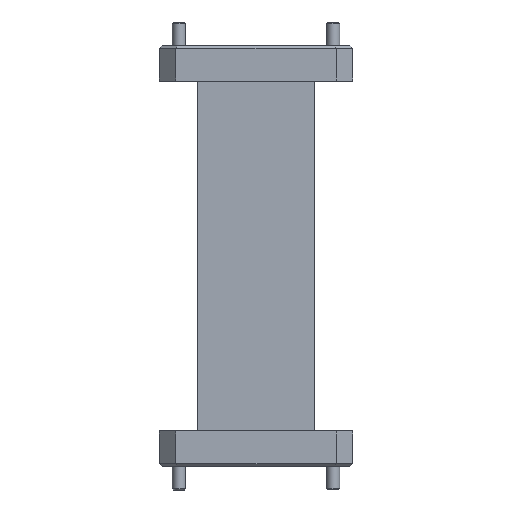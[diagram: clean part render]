
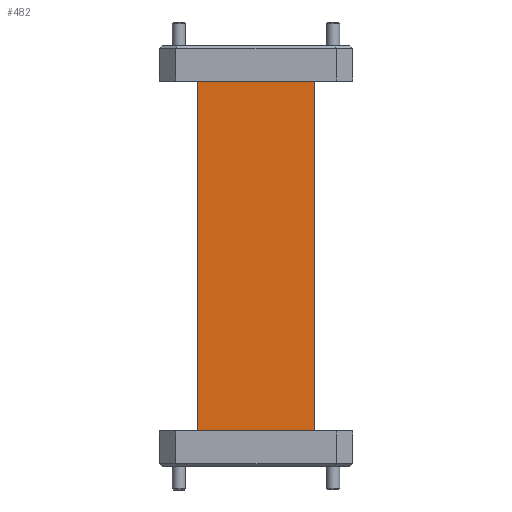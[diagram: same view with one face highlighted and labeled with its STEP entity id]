
A CAD part, front view. The second image highlights one B-rep face of the part: STEP entity #482.
In plain terms, the highlighted planar face has unit normal (0, -1, 0).
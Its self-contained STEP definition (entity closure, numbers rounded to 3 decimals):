
#482 = ADVANCED_FACE ( 'NONE', ( #10692 ), #4966, .T. ) ;
#1448 = DIRECTION ( 'NONE',  ( 1., 0., 0. ) ) ;
#1924 = EDGE_LOOP ( 'NONE', ( #4008, #5915, #3800, #13571 ) ) ;
#2132 = CARTESIAN_POINT ( 'NONE',  ( 10.645, -5.575, -69.8 ) ) ;
#2283 = DIRECTION ( 'NONE',  ( 0., 0., -1. ) ) ;
#2676 = EDGE_CURVE ( 'NONE', #6999, #16872, #16223, .T. ) ;
#2924 = VECTOR ( 'NONE', #8726, 1000. ) ;
#3800 = ORIENTED_EDGE ( 'NONE', *, *, #16957, .T. ) ;
#4008 = ORIENTED_EDGE ( 'NONE', *, *, #15133, .F. ) ;
#4699 = CARTESIAN_POINT ( 'NONE',  ( -10.645, -5.575, 87.433 ) ) ;
#4782 = CARTESIAN_POINT ( 'NONE',  ( -10.645, -5.575, -69.8 ) ) ;
#4966 = PLANE ( 'NONE',  #14477 ) ;
#5013 = CARTESIAN_POINT ( 'NONE',  ( -10.645, -5.575, -6.4 ) ) ;
#5315 = VERTEX_POINT ( 'NONE', #11034 ) ;
#5460 = CARTESIAN_POINT ( 'NONE',  ( -10.645, -5.575, -6.4 ) ) ;
#5667 = VECTOR ( 'NONE', #2283, 1000. ) ;
#5915 = ORIENTED_EDGE ( 'NONE', *, *, #2676, .F. ) ;
#6999 = VERTEX_POINT ( 'NONE', #5013 ) ;
#7385 = VECTOR ( 'NONE', #14791, 1000. ) ;
#7546 = CARTESIAN_POINT ( 'NONE',  ( 10.645, -5.575, 87.433 ) ) ;
#8726 = DIRECTION ( 'NONE',  ( -1., 0., 0. ) ) ;
#9010 = LINE ( 'NONE', #4699, #5667 ) ;
#9095 = DIRECTION ( 'NONE',  ( 0., -1., 0. ) ) ;
#9544 = LINE ( 'NONE', #2132, #2924 ) ;
#9681 = EDGE_CURVE ( 'NONE', #5315, #16499, #9544, .T. ) ;
#10692 = FACE_OUTER_BOUND ( 'NONE', #1924, .T. ) ;
#11034 = CARTESIAN_POINT ( 'NONE',  ( 10.645, -5.575, -69.8 ) ) ;
#11718 = DIRECTION ( 'NONE',  ( 0., 0., 1. ) ) ;
#12777 = LINE ( 'NONE', #13421, #7385 ) ;
#13421 = CARTESIAN_POINT ( 'NONE',  ( 10.645, -5.575, 87.433 ) ) ;
#13571 = ORIENTED_EDGE ( 'NONE', *, *, #9681, .F. ) ;
#14477 = AXIS2_PLACEMENT_3D ( 'NONE', #7546, #9095, #11718 ) ;
#14791 = DIRECTION ( 'NONE',  ( 0., 0., -1. ) ) ;
#15129 = CARTESIAN_POINT ( 'NONE',  ( 10.645, -5.575, -6.4 ) ) ;
#15133 = EDGE_CURVE ( 'NONE', #16872, #5315, #12777, .T. ) ;
#16223 = LINE ( 'NONE', #5460, #16853 ) ;
#16499 = VERTEX_POINT ( 'NONE', #4782 ) ;
#16853 = VECTOR ( 'NONE', #1448, 1000. ) ;
#16872 = VERTEX_POINT ( 'NONE', #15129 ) ;
#16957 = EDGE_CURVE ( 'NONE', #6999, #16499, #9010, .T. ) ;
